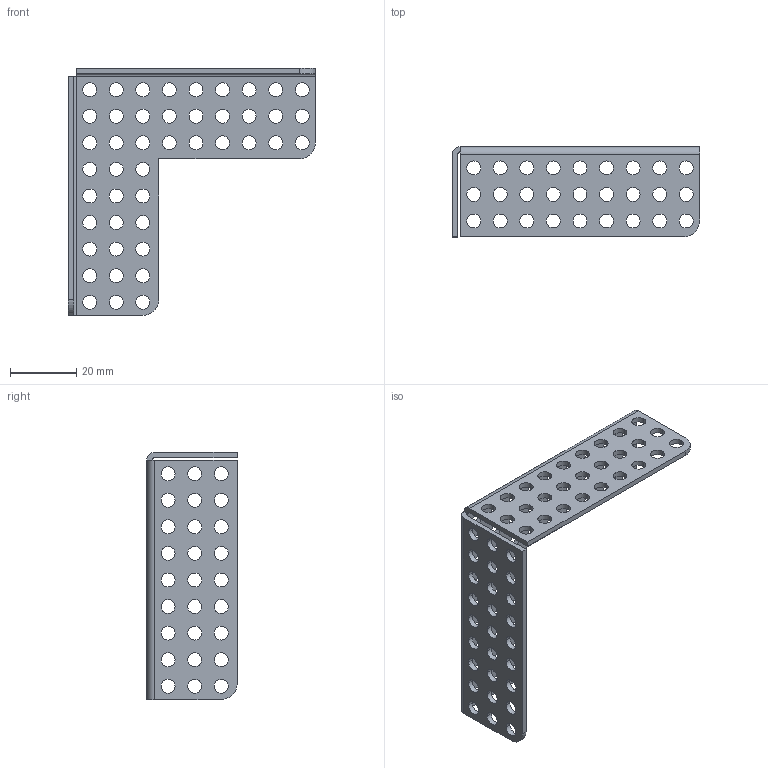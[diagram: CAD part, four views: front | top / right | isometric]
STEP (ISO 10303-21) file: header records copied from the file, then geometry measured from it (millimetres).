
FILE_DESCRIPTION (( 'STEP AP214' ), '1' );
FILE_NAME ('03-0032.step', '2020-04-06T07:06:27', ( '' ), ( '' ), 'SwSTEP 2.0', 'SolidWorks 2020', '' );
FILE_SCHEMA (( 'AUTOMOTIVE_DESIGN' ));
Length unit declared in the file: millimetre
Products named in the file (1): 03-0032
Bounding box: 74.4 x 27.2 x 74.4 mm (x, y, z)
Volume: 8808.5 mm3; surface area: 13723.2 mm2
Topology: 1 solids, 1 shells, 220 faces, 650 edges, 432 vertices
Faces by surface type: cylinder 206, plane 14
Entity records: 8024 total; most frequent: DIRECTION 1504, CARTESIAN_POINT 1303, ORIENTED_EDGE 1300, EDGE_CURVE 650, AXIS2_PLACEMENT_3D 633, VERTEX_POINT 432, EDGE_LOOP 418, CIRCLE 412
